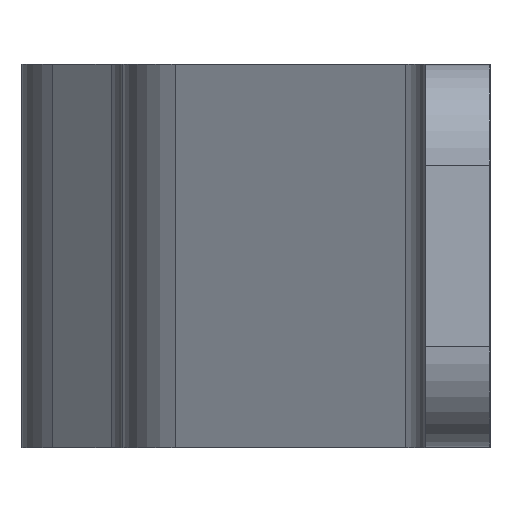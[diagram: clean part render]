
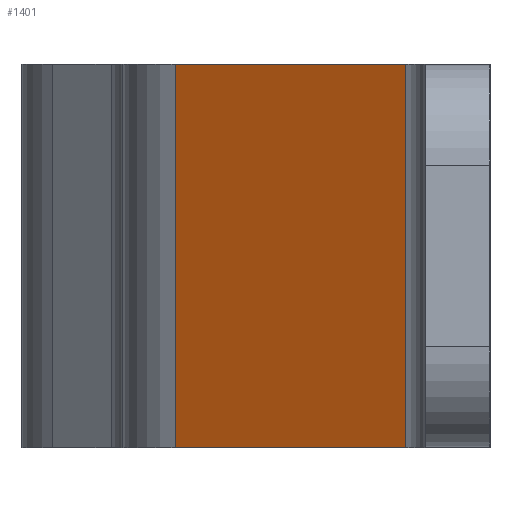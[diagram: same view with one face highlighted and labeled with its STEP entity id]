
A CAD part, left-side view. The second image highlights one B-rep face of the part: STEP entity #1401.
In plain terms, the highlighted planar face has unit normal (-0.866, 0.5, 0).
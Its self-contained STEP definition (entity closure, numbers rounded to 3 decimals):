
#616=CARTESIAN_POINT('',(-58.327,-2.588,9.5));
#617=VERTEX_POINT('',#616);
#625=CARTESIAN_POINT('',(-64.916,-14.0,9.5));
#626=VERTEX_POINT('',#625);
#627=CARTESIAN_POINT('',(-58.327,-2.588,9.5));
#628=DIRECTION('',(-0.5,-0.866,0.));
#629=VECTOR('',#628,13.178);
#630=LINE('',#627,#629);
#631=EDGE_CURVE('',#617,#626,#630,.T.);
#1236=CARTESIAN_POINT('',(-64.916,-14.0,-9.5));
#1237=VERTEX_POINT('',#1236);
#1245=CARTESIAN_POINT('',(-58.327,-2.588,-9.5));
#1246=VERTEX_POINT('',#1245);
#1247=CARTESIAN_POINT('',(-58.327,-2.588,-9.5));
#1248=DIRECTION('',(-0.5,-0.866,0.));
#1249=VECTOR('',#1248,13.178);
#1250=LINE('',#1247,#1249);
#1251=EDGE_CURVE('',#1246,#1237,#1250,.T.);
#1369=CARTESIAN_POINT('',(-64.916,-14.0,9.5));
#1370=DIRECTION('',(0.0,0.0,-1.0));
#1371=VECTOR('',#1370,19.0);
#1372=LINE('',#1369,#1371);
#1373=EDGE_CURVE('',#626,#1237,#1372,.T.);
#1385=CARTESIAN_POINT('',(-56.833,0.0,9.5));
#1386=DIRECTION('',(-0.866,0.5,0.));
#1387=DIRECTION('',(0.0,0.0,1.0));
#1388=AXIS2_PLACEMENT_3D('',#1385,#1386,#1387);
#1389=PLANE('',#1388);
#1390=ORIENTED_EDGE('',*,*,#1373,.F.);
#1391=ORIENTED_EDGE('',*,*,#631,.F.);
#1392=CARTESIAN_POINT('',(-58.327,-2.588,-9.5));
#1393=DIRECTION('',(0.0,0.0,1.0));
#1394=VECTOR('',#1393,19.0);
#1395=LINE('',#1392,#1394);
#1396=EDGE_CURVE('',#1246,#617,#1395,.T.);
#1397=ORIENTED_EDGE('',*,*,#1396,.F.);
#1398=ORIENTED_EDGE('',*,*,#1251,.T.);
#1399=EDGE_LOOP('',(#1390,#1391,#1397,#1398));
#1400=FACE_OUTER_BOUND('',#1399,.T.);
#1401=ADVANCED_FACE('',(#1400),#1389,.T.);
